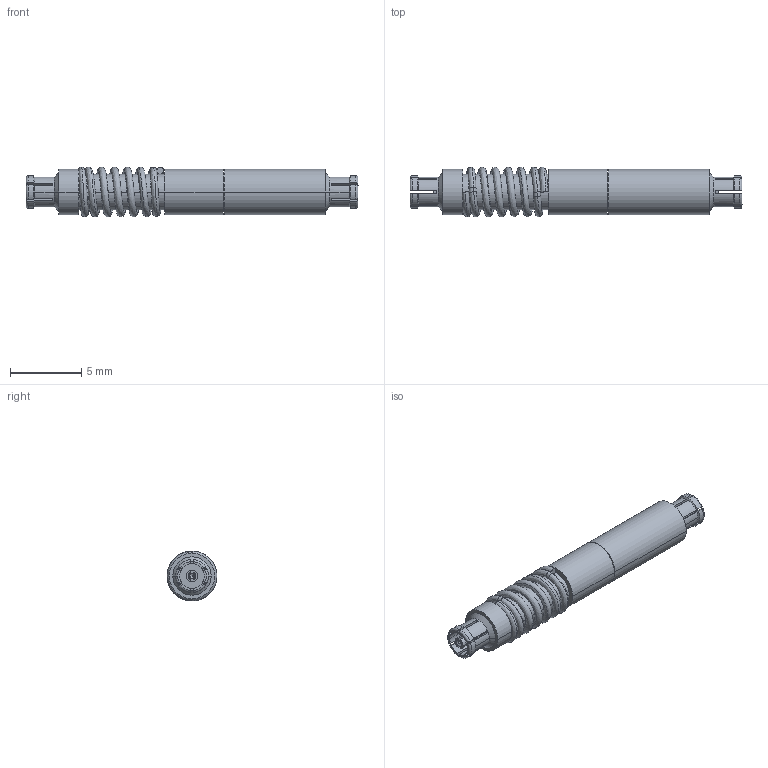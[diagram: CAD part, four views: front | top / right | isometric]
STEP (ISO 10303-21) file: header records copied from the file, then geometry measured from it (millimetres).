
FILE_DESCRIPTION (( 'STEP AP214' ), '1' );
FILE_NAME ('FMAD1747_3D.step', '2024-03-11T15:55:53', ( '' ), ( '' ), 'SwSTEP 2.0', 'SolidWorks 2022', '' );
FILE_SCHEMA (( 'AUTOMOTIVE_DESIGN' ));
Length unit declared in the file: inch
Products named in the file (5): 116-SC600N-NS（SMPM-KVK）-1^FMAD1747; FMAD1747_3D; 116-SC600N-NS（SMPM-KVK）^FMAD1747; 116-SC600N-NS（SMPM-KVK）-0^FMAD1747; 116-SC600N-NS（SMPM-KVK）-2^FMAD1747
Assembly tree (4 placements, depth 2):
  FMAD1747_3D
    116-SC600N-NS（SMPM-KVK）^FMAD1747
    116-SC600N-NS（SMPM-KVK）-0^FMAD1747
    116-SC600N-NS（SMPM-KVK）-1^FMAD1747
    116-SC600N-NS（SMPM-KVK）-2^FMAD1747
Bounding box: 23.37 x 3.5 x 3.5 mm (x, y, z)
Volume: 152.6 mm3; surface area: 377.1 mm2
Topology: 4 solids, 4 shells, 176 faces, 454 edges, 288 vertices
Faces by surface type: plane 76, cylinder 42, cone 34, torus 14, bspline 10
Entity records: 9350 total; most frequent: CARTESIAN_POINT 4799, DIRECTION 906, ORIENTED_EDGE 900, EDGE_CURVE 450, AXIS2_PLACEMENT_3D 361, VERTEX_POINT 288, CIRCLE 188, VECTOR 184
